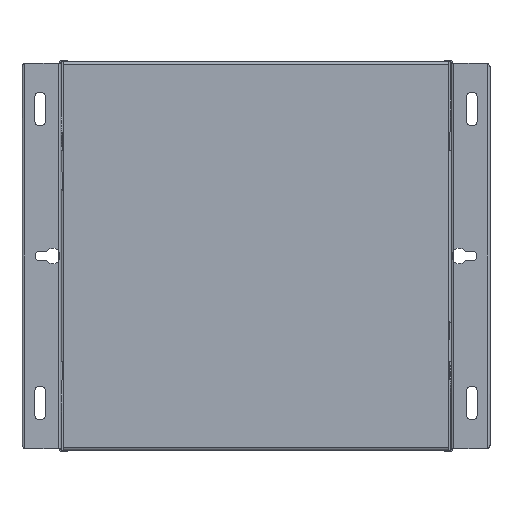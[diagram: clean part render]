
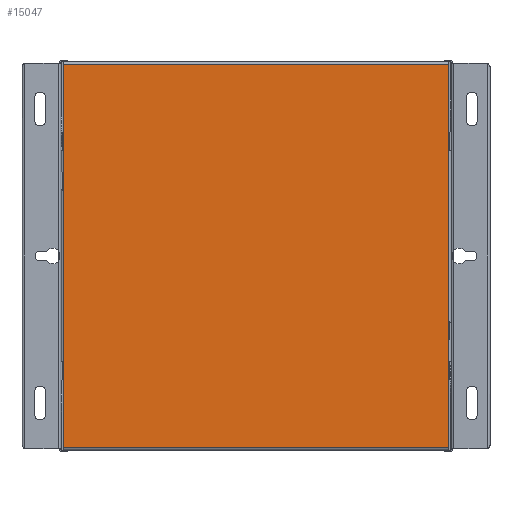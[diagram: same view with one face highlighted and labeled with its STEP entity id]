
A CAD part, front view. The second image highlights one B-rep face of the part: STEP entity #15047.
In plain terms, the highlighted planar face has unit normal (0, -1, 0).
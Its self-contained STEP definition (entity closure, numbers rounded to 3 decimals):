
#1033=DIRECTION('',(0.,0.,-1.));
#1034=VECTOR('',#1033,395.);
#1035=CARTESIAN_POINT('',(-342.499,-179.472,
23.883));
#1036=LINE('',#1035,#1034);
#1520=DIRECTION('',(0.,0.,-1.));
#1521=VECTOR('',#1520,395.);
#1522=CARTESIAN_POINT('',(54.501,-179.472,23.883));
#1523=LINE('',#1522,#1521);
#1956=DIRECTION('',(1.,0.,0.));
#1957=VECTOR('',#1956,397.);
#1958=CARTESIAN_POINT('',(-342.499,-179.472,
-371.117));
#1959=LINE('',#1958,#1957);
#1960=DIRECTION('',(1.,0.,0.));
#1961=VECTOR('',#1960,397.);
#1962=CARTESIAN_POINT('',(-342.499,-179.472,
23.883));
#1963=LINE('',#1962,#1961);
#10726=CARTESIAN_POINT('',(54.501,-179.472,
23.883));
#10728=VERTEX_POINT('',#10726);
#10729=CARTESIAN_POINT('',(54.501,-179.472,
-371.117));
#10730=VERTEX_POINT('',#10729);
#10742=CARTESIAN_POINT('',(-342.499,-179.472,
23.883));
#10744=VERTEX_POINT('',#10742);
#10745=CARTESIAN_POINT('',(-342.499,-179.472,
-371.117));
#10746=VERTEX_POINT('',#10745);
#15036=CARTESIAN_POINT('',(-143.999,-179.472,
-173.617));
#15037=DIRECTION('',(0.,1.,0.));
#15038=DIRECTION('',(0.,0.,1.));
#15039=AXIS2_PLACEMENT_3D('',#15036,#15037,#15038);
#15040=PLANE('',#15039);
#15041=ORIENTED_EDGE('',*,*,#14829,.T.);
#15042=ORIENTED_EDGE('',*,*,#14856,.T.);
#15043=ORIENTED_EDGE('',*,*,#15021,.F.);
#15044=ORIENTED_EDGE('',*,*,#14673,.F.);
#15045=EDGE_LOOP('',(#15041,#15042,#15043,#15044));
#15046=FACE_OUTER_BOUND('',#15045,.F.);
#15047=ADVANCED_FACE('',(#15046),#15040,.F.);
#14673=EDGE_CURVE('',#10744,#10746,#1036,.T.);
#14829=EDGE_CURVE('',#10744,#10728,#1963,.T.);
#14856=EDGE_CURVE('',#10728,#10730,#1523,.T.);
#15021=EDGE_CURVE('',#10746,#10730,#1959,.T.);
